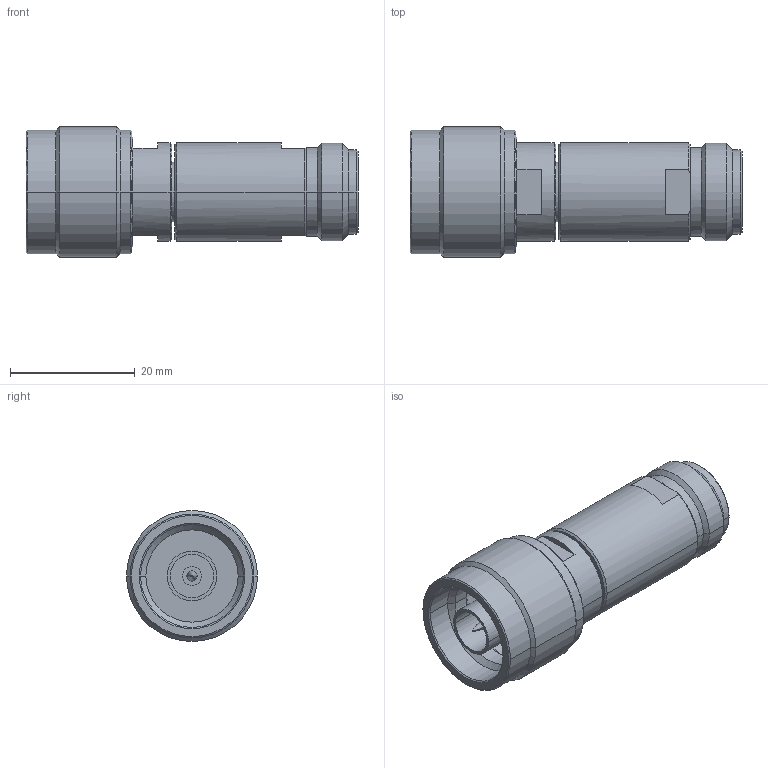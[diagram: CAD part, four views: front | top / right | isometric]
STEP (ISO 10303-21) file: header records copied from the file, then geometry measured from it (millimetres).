
FILE_DESCRIPTION (( 'STEP AP214' ), '1' );
FILE_NAME ('SD8271_3D.STEP', '2022-01-26T17:46:28', ( '' ), ( '' ), 'SwSTEP 2.0', 'SolidWorks 2021', '' );
FILE_SCHEMA (( 'AUTOMOTIVE_DESIGN' ));
Length unit declared in the file: millimetre
Products named in the file (1): SD8271_3D
Bounding box: 53.25 x 21 x 21 mm (x, y, z)
Volume: 9560.6 mm3; surface area: 5357.1 mm2
Topology: 1 solids, 1 shells, 139 faces, 315 edges, 188 vertices
Faces by surface type: cone 46, plane 41, cylinder 40, torus 12
Entity records: 4026 total; most frequent: CARTESIAN_POINT 829, DIRECTION 722, ORIENTED_EDGE 626, EDGE_CURVE 313, AXIS2_PLACEMENT_3D 305, VERTEX_POINT 188, CIRCLE 165, EDGE_LOOP 151
